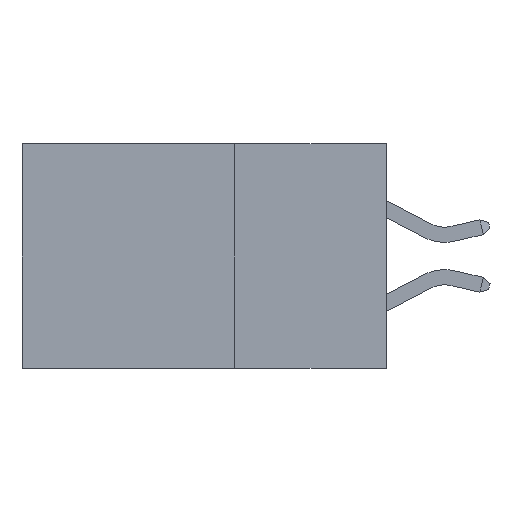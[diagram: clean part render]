
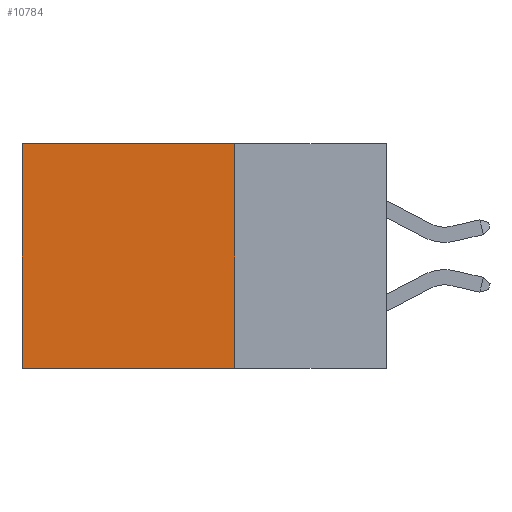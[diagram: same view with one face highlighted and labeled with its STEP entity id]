
A CAD part, left-side view. The second image highlights one B-rep face of the part: STEP entity #10784.
In plain terms, the highlighted planar face has unit normal (-1, 0, 0).
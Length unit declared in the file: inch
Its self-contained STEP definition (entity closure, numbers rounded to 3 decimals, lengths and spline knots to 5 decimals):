
#307 = VECTOR ( 'NONE', #8537, 39.37008 ) ;
#607 = VECTOR ( 'NONE', #6220, 39.37008 ) ;
#850 = CARTESIAN_POINT ( 'NONE',  ( 0.2615, 0.25, -0.37 ) ) ;
#1115 = LINE ( 'NONE', #15644, #7404 ) ;
#1353 = EDGE_CURVE ( 'NONE', #12204, #9958, #11644, .T. ) ;
#1921 = DIRECTION ( 'NONE',  ( 0., 1., 0. ) ) ;
#3647 = LINE ( 'NONE', #850, #6785 ) ;
#3692 = CARTESIAN_POINT ( 'NONE',  ( 0.2615, 0.25, -0.37 ) ) ;
#4010 = ORIENTED_EDGE ( 'NONE', *, *, #1353, .T. ) ;
#4540 = EDGE_CURVE ( 'NONE', #6736, #9958, #3647, .T. ) ;
#5972 = VERTEX_POINT ( 'NONE', #11257 ) ;
#6220 = DIRECTION ( 'NONE',  ( 0., 0., -1. ) ) ;
#6736 = VERTEX_POINT ( 'NONE', #3692 ) ;
#6785 = VECTOR ( 'NONE', #1921, 39.37008 ) ;
#6790 = ORIENTED_EDGE ( 'NONE', *, *, #13012, .T. ) ;
#7005 = DIRECTION ( 'NONE',  ( 0., 0., -1. ) ) ;
#7018 = DIRECTION ( 'NONE',  ( 1., 0., 0. ) ) ;
#7120 = PLANE ( 'NONE',  #11128 ) ;
#7208 = CARTESIAN_POINT ( 'NONE',  ( 0.2615, 0.25, -0.37 ) ) ;
#7404 = VECTOR ( 'NONE', #9214, 39.37008 ) ;
#7749 = CARTESIAN_POINT ( 'NONE',  ( 0.2615, 0.6, -0.37 ) ) ;
#8518 = CARTESIAN_POINT ( 'NONE',  ( 0.2615, 0.25, 0. ) ) ;
#8537 = DIRECTION ( 'NONE',  ( 0., 1., 0. ) ) ;
#8558 = CARTESIAN_POINT ( 'NONE',  ( 0.2615, 0.6, 0. ) ) ;
#9214 = DIRECTION ( 'NONE',  ( 0., 0., -1. ) ) ;
#9958 = VERTEX_POINT ( 'NONE', #13201 ) ;
#10549 = LINE ( 'NONE', #8518, #307 ) ;
#10784 = ADVANCED_FACE ( 'NONE', ( #14060 ), #7120, .F. ) ;
#11128 = AXIS2_PLACEMENT_3D ( 'NONE', #7208, #7018, #7005 ) ;
#11257 = CARTESIAN_POINT ( 'NONE',  ( 0.2615, 0.25, 0. ) ) ;
#11644 = LINE ( 'NONE', #7749, #607 ) ;
#12204 = VERTEX_POINT ( 'NONE', #8558 ) ;
#12774 = ORIENTED_EDGE ( 'NONE', *, *, #4540, .F. ) ;
#13012 = EDGE_CURVE ( 'NONE', #5972, #12204, #10549, .T. ) ;
#13201 = CARTESIAN_POINT ( 'NONE',  ( 0.2615, 0.6, -0.37 ) ) ;
#14060 = FACE_OUTER_BOUND ( 'NONE', #14485, .T. ) ;
#14485 = EDGE_LOOP ( 'NONE', ( #4010, #12774, #14651, #6790 ) ) ;
#14651 = ORIENTED_EDGE ( 'NONE', *, *, #15304, .F. ) ;
#15304 = EDGE_CURVE ( 'NONE', #5972, #6736, #1115, .T. ) ;
#15644 = CARTESIAN_POINT ( 'NONE',  ( 0.2615, 0.25, -0.37 ) ) ;
